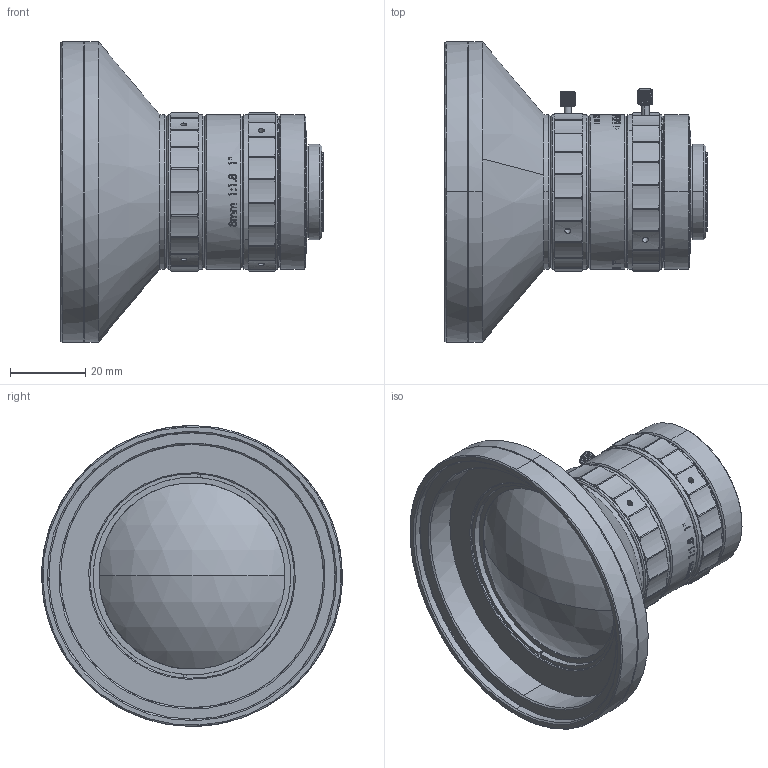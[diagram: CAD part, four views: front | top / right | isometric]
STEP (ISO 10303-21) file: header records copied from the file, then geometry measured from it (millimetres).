
FILE_DESCRIPTION (( 'STEP AP203' ), '1' );
FILE_NAME ('680044.STEP', '2021-08-06T07:54:09', ( '' ), ( '' ), 'SwSTEP 2.0', 'SolidWorks 2020', '' );
FILE_SCHEMA (( 'CONFIG_CONTROL_DESIGN' ));
Length unit declared in the file: millimetre
Products named in the file (1): 680044
Bounding box: 69.73 x 80 x 80 mm (x, y, z)
Surface area: 51328.1 mm2 (no closed solid volume)
Topology: 0 solids, 39 shells, 1701 faces, 4403 edges, 2881 vertices
Faces by surface type: cone 524, cylinder 477, plane 411, bspline 241, sphere 36, torus 12
Entity records: 77590 total; most frequent: CARTESIAN_POINT 37771, ORIENTED_EDGE 8743, DIRECTION 7666, EDGE_CURVE 4385, AXIS2_PLACEMENT_3D 3070, VERTEX_POINT 2881, EDGE_LOOP 1875, FACE_OUTER_BOUND 1701
